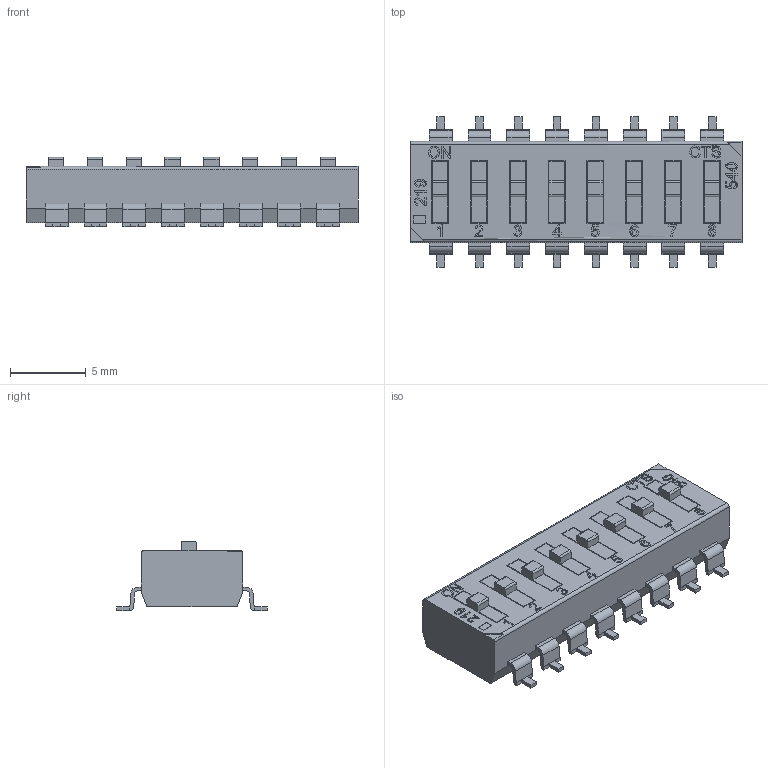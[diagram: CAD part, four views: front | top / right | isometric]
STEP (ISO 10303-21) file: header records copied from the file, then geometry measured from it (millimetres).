
FILE_DESCRIPTION( ( 'Unknown' ), '1' );
FILE_NAME( '219-8M.stp', 'Unknown', ( 'Unknown' ), ( 'Unknown' ), 'PSStep 17.0.49', 'Unknown', ' ' );
FILE_SCHEMA( ( 'AUTOMOTIVE_DESIGN { 1 0 10303 214 1 1 1 1 }' ) );
Length unit declared in the file: millimetre
Products named in the file (15): Assem1; _11
Assembly tree (14 placements, depth 2):
  Assem1
    _11
    _11
    _11
    _11
    _11
    _11
    _11
    _11
    _11
    _11
    _11
    _11
    _11
    _11
Bounding box: 21.98 x 9.98 x 4.6 mm (x, y, z)
Surface area: 657.6 mm2 (no closed solid volume)
Topology: 0 solids, 652 shells, 652 faces, 3586 edges, 3586 vertices
Faces by surface type: plane 465, cylinder 111, extrusion 74, revolution 2
Entity records: 45148 total; most frequent: CARTESIAN_POINT 11477, DIRECTION 4730, ORIENTED_EDGE 3586, EDGE_CURVE 3586, VERTEX_POINT 3586, VECTOR 2650, LINE 2576, PRESENTATION_STYLE_ASSIGNMENT 1318
